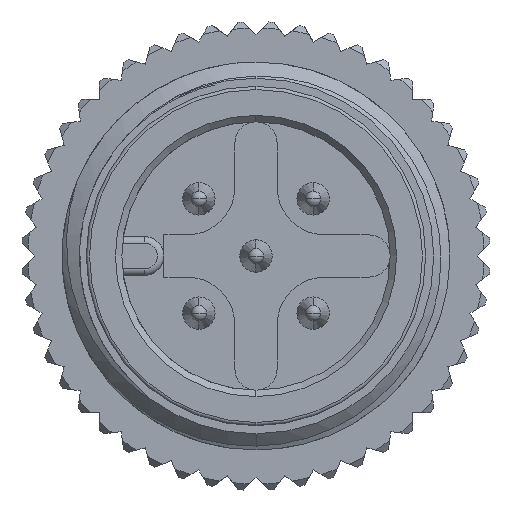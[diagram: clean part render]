
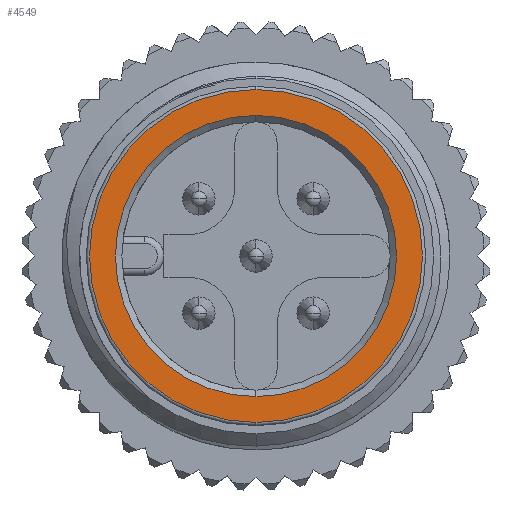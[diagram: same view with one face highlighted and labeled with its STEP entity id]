
A CAD part, left-side view. The second image highlights one B-rep face of the part: STEP entity #4549.
In plain terms, the highlighted planar face has unit normal (-1, 0, 0).
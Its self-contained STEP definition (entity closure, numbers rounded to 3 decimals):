
#144 = DIRECTION ( 'NONE',  ( 1., 0., 0. ) ) ;
#329 = CARTESIAN_POINT ( 'NONE',  ( -9., 0., 4.35 ) ) ;
#591 = AXIS2_PLACEMENT_3D ( 'NONE', #14440, #144, #14275 ) ;
#830 = VERTEX_POINT ( 'NONE', #9736 ) ;
#833 = EDGE_LOOP ( 'NONE', ( #13044, #15779 ) ) ;
#1428 = EDGE_CURVE ( 'NONE', #6359, #5116, #14183, .T. ) ;
#2427 = DIRECTION ( 'NONE',  ( 1., 0., 0. ) ) ;
#2487 = EDGE_LOOP ( 'NONE', ( #3854, #5284 ) ) ;
#2810 = DIRECTION ( 'NONE',  ( -1., 0., 0. ) ) ;
#3143 = DIRECTION ( 'NONE',  ( 0., 0., -1. ) ) ;
#3490 = CIRCLE ( 'NONE', #3817, 5.15 ) ;
#3817 = AXIS2_PLACEMENT_3D ( 'NONE', #6492, #2810, #14421 ) ;
#3854 = ORIENTED_EDGE ( 'NONE', *, *, #1428, .T. ) ;
#4549 = ADVANCED_FACE ( 'NONE', ( #7694, #12900 ), #14162, .F. ) ;
#4840 = CARTESIAN_POINT ( 'NONE',  ( -9., 0., 0. ) ) ;
#5116 = VERTEX_POINT ( 'NONE', #7981 ) ;
#5284 = ORIENTED_EDGE ( 'NONE', *, *, #7124, .T. ) ;
#6200 = DIRECTION ( 'NONE',  ( 0., 0., -1. ) ) ;
#6359 = VERTEX_POINT ( 'NONE', #329 ) ;
#6466 = CARTESIAN_POINT ( 'NONE',  ( -9., 4.15, 0. ) ) ;
#6492 = CARTESIAN_POINT ( 'NONE',  ( -9., 0., 0. ) ) ;
#6524 = EDGE_CURVE ( 'NONE', #830, #9308, #13258, .T. ) ;
#7124 = EDGE_CURVE ( 'NONE', #5116, #6359, #15690, .T. ) ;
#7694 = FACE_BOUND ( 'NONE', #2487, .T. ) ;
#7981 = CARTESIAN_POINT ( 'NONE',  ( -9., 0., -4.35 ) ) ;
#8683 = AXIS2_PLACEMENT_3D ( 'NONE', #4840, #13889, #6200 ) ;
#9308 = VERTEX_POINT ( 'NONE', #11377 ) ;
#9579 = AXIS2_PLACEMENT_3D ( 'NONE', #6466, #2427, #10187 ) ;
#9736 = CARTESIAN_POINT ( 'NONE',  ( -9., 0., -5.15 ) ) ;
#10187 = DIRECTION ( 'NONE',  ( 0., 0., -1. ) ) ;
#11377 = CARTESIAN_POINT ( 'NONE',  ( -9., 0., 5.15 ) ) ;
#12276 = CARTESIAN_POINT ( 'NONE',  ( -9., 0., 0. ) ) ;
#12900 = FACE_OUTER_BOUND ( 'NONE', #833, .T. ) ;
#13044 = ORIENTED_EDGE ( 'NONE', *, *, #6524, .T. ) ;
#13072 = EDGE_CURVE ( 'NONE', #9308, #830, #3490, .T. ) ;
#13258 = CIRCLE ( 'NONE', #14723, 5.15 ) ;
#13889 = DIRECTION ( 'NONE',  ( 1., 0., 0. ) ) ;
#14162 = PLANE ( 'NONE',  #9579 ) ;
#14183 = CIRCLE ( 'NONE', #8683, 4.35 ) ;
#14275 = DIRECTION ( 'NONE',  ( 0., 0., -1. ) ) ;
#14421 = DIRECTION ( 'NONE',  ( 0., 0., -1. ) ) ;
#14440 = CARTESIAN_POINT ( 'NONE',  ( -9., 0., 0. ) ) ;
#14723 = AXIS2_PLACEMENT_3D ( 'NONE', #12276, #14906, #3143 ) ;
#14906 = DIRECTION ( 'NONE',  ( -1., 0., 0. ) ) ;
#15690 = CIRCLE ( 'NONE', #591, 4.35 ) ;
#15779 = ORIENTED_EDGE ( 'NONE', *, *, #13072, .T. ) ;
